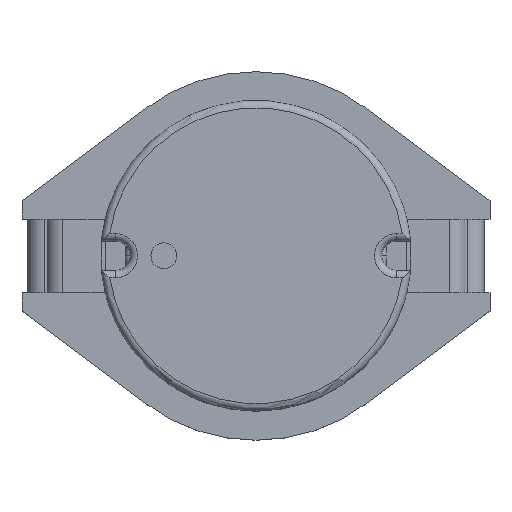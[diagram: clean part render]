
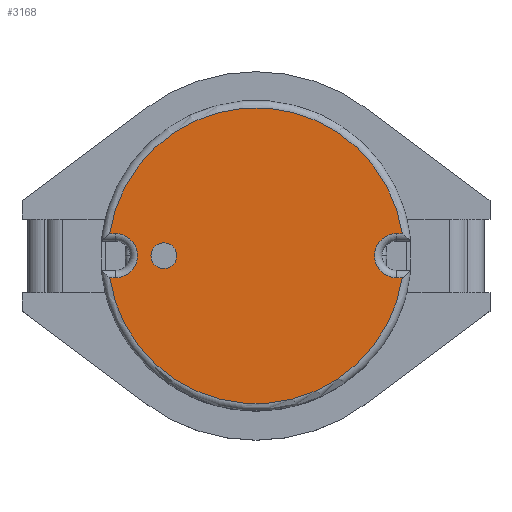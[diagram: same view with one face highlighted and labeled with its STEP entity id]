
A CAD part, top view. The second image highlights one B-rep face of the part: STEP entity #3168.
In plain terms, the highlighted planar face has unit normal (0, 0, 1).
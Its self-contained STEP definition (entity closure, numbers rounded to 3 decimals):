
#2648=CARTESIAN_POINT('',(-2.15,0.,5.001));
#2649=VERTEX_POINT('',#2648);
#2658=CARTESIAN_POINT('',(-2.85,0.,5.001));
#2659=VERTEX_POINT('',#2658);
#2660=CARTESIAN_POINT('',(-2.5,0.,5.001));
#2661=DIRECTION('',(0.0,0.0,-1.0));
#2662=DIRECTION('',(1.0,0.0,0.0));
#2663=AXIS2_PLACEMENT_3D('',#2660,#2661,#2662);
#2664=CIRCLE('',#2663,0.35);
#2665=EDGE_CURVE('',#2659,#2649,#2664,.T.);
#2699=CARTESIAN_POINT('',(-2.5,0.,5.001));
#2700=DIRECTION('',(0.0,0.0,-1.0));
#2701=DIRECTION('',(1.0,0.0,0.0));
#2702=AXIS2_PLACEMENT_3D('',#2699,#2700,#2701);
#2703=CIRCLE('',#2702,0.35);
#2704=EDGE_CURVE('',#2649,#2659,#2703,.T.);
#2724=CARTESIAN_POINT('',(3.97,-0.6,5.001));
#2725=VERTEX_POINT('',#2724);
#2726=CARTESIAN_POINT('',(-3.97,-0.6,5.001));
#2727=VERTEX_POINT('',#2726);
#2728=CARTESIAN_POINT('',(0.0,0.,5.001));
#2729=DIRECTION('',(0.0,0.0,-1.0));
#2730=DIRECTION('',(0.0,-1.0,0.0));
#2731=AXIS2_PLACEMENT_3D('',#2728,#2729,#2730);
#2732=CIRCLE('',#2731,4.015);
#2733=EDGE_CURVE('',#2725,#2727,#2732,.T.);
#2788=CARTESIAN_POINT('',(-3.97,0.6,5.001));
#2789=VERTEX_POINT('',#2788);
#2790=CARTESIAN_POINT('',(3.97,0.6,5.001));
#2791=VERTEX_POINT('',#2790);
#2792=CARTESIAN_POINT('',(0.0,0.,5.001));
#2793=DIRECTION('',(0.0,0.0,-1.0));
#2794=DIRECTION('',(0.0,1.0,0.0));
#2795=AXIS2_PLACEMENT_3D('',#2792,#2793,#2794);
#2796=CIRCLE('',#2795,4.015);
#2797=EDGE_CURVE('',#2789,#2791,#2796,.T.);
#2854=CARTESIAN_POINT('',(-3.815,0.6,5.001));
#2855=VERTEX_POINT('',#2854);
#2863=CARTESIAN_POINT('',(-3.815,0.6,5.001));
#2864=DIRECTION('',(-1.0,0.0,0.0));
#2865=VECTOR('',#2864,0.155);
#2866=LINE('',#2863,#2865);
#2867=EDGE_CURVE('',#2855,#2789,#2866,.T.);
#2884=CARTESIAN_POINT('',(3.815,0.6,5.001));
#2885=VERTEX_POINT('',#2884);
#2902=CARTESIAN_POINT('',(3.97,0.6,5.001));
#2903=DIRECTION('',(-1.0,0.0,0.0));
#2904=VECTOR('',#2903,0.155);
#2905=LINE('',#2902,#2904);
#2906=EDGE_CURVE('',#2791,#2885,#2905,.T.);
#2918=CARTESIAN_POINT('',(-3.815,-0.6,5.001));
#2919=VERTEX_POINT('',#2918);
#2927=CARTESIAN_POINT('',(-3.815,0.,5.001));
#2928=DIRECTION('',(0.0,0.0,1.0));
#2929=DIRECTION('',(1.0,0.0,0.0));
#2930=AXIS2_PLACEMENT_3D('',#2927,#2928,#2929);
#2931=CIRCLE('',#2930,0.6);
#2932=EDGE_CURVE('',#2919,#2855,#2931,.T.);
#2950=CARTESIAN_POINT('',(3.815,-0.6,5.001));
#2951=VERTEX_POINT('',#2950);
#2969=CARTESIAN_POINT('',(3.815,0.,5.001));
#2970=DIRECTION('',(0.0,0.0,1.0));
#2971=DIRECTION('',(-1.0,0.0,0.0));
#2972=AXIS2_PLACEMENT_3D('',#2969,#2970,#2971);
#2973=CIRCLE('',#2972,0.6);
#2974=EDGE_CURVE('',#2885,#2951,#2973,.T.);
#2984=CARTESIAN_POINT('',(-3.97,-0.6,5.001));
#2985=DIRECTION('',(1.0,0.0,0.0));
#2986=VECTOR('',#2985,0.155);
#2987=LINE('',#2984,#2986);
#2988=EDGE_CURVE('',#2727,#2919,#2987,.T.);
#3013=CARTESIAN_POINT('',(3.815,-0.6,5.001));
#3014=DIRECTION('',(1.0,0.0,0.0));
#3015=VECTOR('',#3014,0.155);
#3016=LINE('',#3013,#3015);
#3017=EDGE_CURVE('',#2951,#2725,#3016,.T.);
#3149=CARTESIAN_POINT('',(0.0,0.,5.001));
#3150=DIRECTION('',(0.0,0.0,1.0));
#3151=DIRECTION('',(1.0,0.0,0.0));
#3152=AXIS2_PLACEMENT_3D('',#3149,#3150,#3151);
#3153=PLANE('',#3152);
#3154=ORIENTED_EDGE('',*,*,#2797,.F.);
#3155=ORIENTED_EDGE('',*,*,#2867,.F.);
#3156=ORIENTED_EDGE('',*,*,#2932,.F.);
#3157=ORIENTED_EDGE('',*,*,#2988,.F.);
#3158=ORIENTED_EDGE('',*,*,#2733,.F.);
#3159=ORIENTED_EDGE('',*,*,#3017,.F.);
#3160=ORIENTED_EDGE('',*,*,#2974,.F.);
#3161=ORIENTED_EDGE('',*,*,#2906,.F.);
#3162=EDGE_LOOP('',(#3154,#3155,#3156,#3157,#3158,#3159,#3160,#3161));
#3163=FACE_OUTER_BOUND('',#3162,.T.);
#3164=ORIENTED_EDGE('',*,*,#2704,.T.);
#3165=ORIENTED_EDGE('',*,*,#2665,.T.);
#3166=EDGE_LOOP('',(#3164,#3165));
#3167=FACE_BOUND('',#3166,.T.);
#3168=ADVANCED_FACE('',(#3163,#3167),#3153,.T.);
